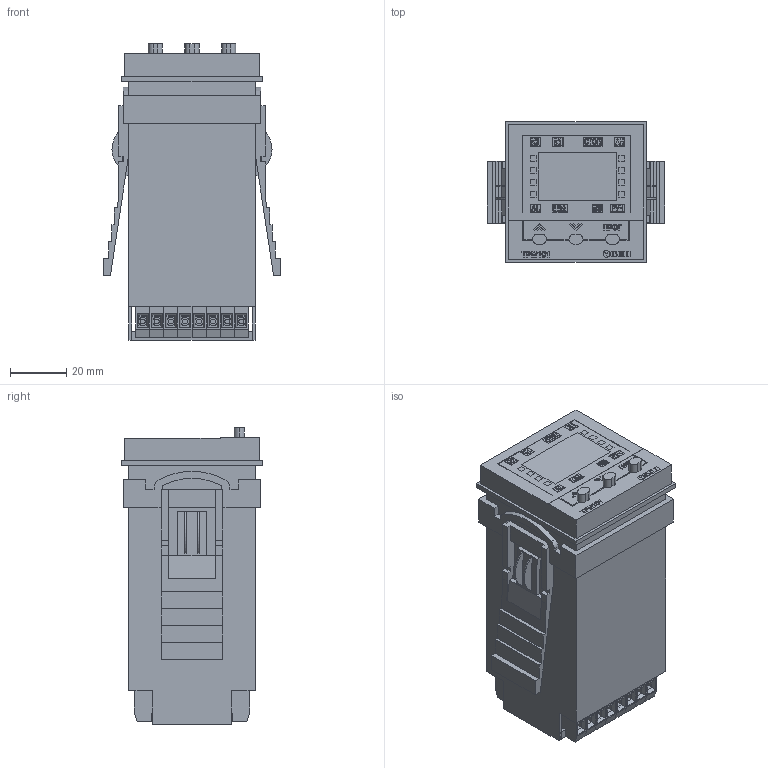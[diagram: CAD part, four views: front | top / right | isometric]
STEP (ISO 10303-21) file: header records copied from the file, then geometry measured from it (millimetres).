
FILE_DESCRIPTION (( 'STEP AP203' ), '1' );
FILE_NAME ('ÒÐÌ101.STEP', '2015-05-19T13:04:11', ( 'admin' ), ( '' ), 'SwSTEP 2.0', 'SolidWorks 2010', '' );
FILE_SCHEMA (( 'CONFIG_CONTROL_DESIGN' ));
Length unit declared in the file: millimetre
Products named in the file (4): ﾒﾐﾌ101; Êîðïóñ Ù5; Êëåììà âèíòîâàÿ; 栺闀闉
Assembly tree (18 placements, depth 2):
  ﾒﾐﾌ101
    Êëåììà âèíòîâàÿ  x16
    Êîðïóñ Ù5
    栺闀闉
Bounding box: 63 x 50 x 105.5 mm (x, y, z)
Volume: 187867.2 mm3; surface area: 48258.6 mm2
Topology: 18 solids, 18 shells, 1463 faces, 3766 edges, 2484 vertices
Faces by surface type: plane 1219, cylinder 159, bspline 85
Entity records: 28906 total; most frequent: CARTESIAN_POINT 7805, ORIENTED_EDGE 4412, DIRECTION 3656, EDGE_CURVE 2206, LINE 1954, VECTOR 1954, VERTEX_POINT 1464, EDGE_LOOP 930
